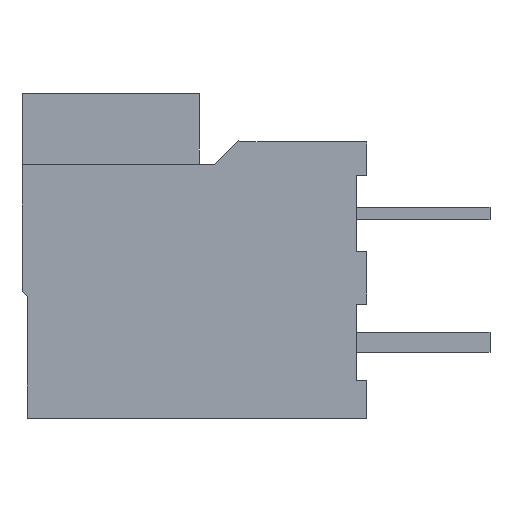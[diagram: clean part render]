
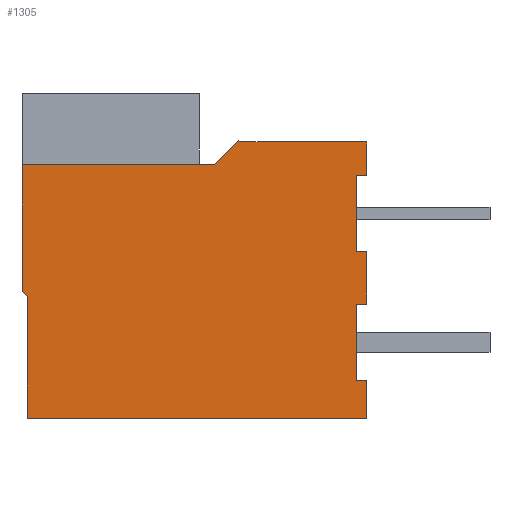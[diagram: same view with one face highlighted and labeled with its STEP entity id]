
A CAD part, left-side view. The second image highlights one B-rep face of the part: STEP entity #1305.
In plain terms, the highlighted planar face has unit normal (-1, 0, 0).
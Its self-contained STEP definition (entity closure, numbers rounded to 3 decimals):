
#4 = LINE ( 'NONE', #3270, #4194 ) ;
#31 = VERTEX_POINT ( 'NONE', #3749 ) ;
#41 = ORIENTED_EDGE ( 'NONE', *, *, #2413, .F. ) ;
#42 = VECTOR ( 'NONE', #3514, 1000. ) ;
#52 = ORIENTED_EDGE ( 'NONE', *, *, #3091, .T. ) ;
#100 = AXIS2_PLACEMENT_3D ( 'NONE', #1288, #1676, #3725 ) ;
#113 = CARTESIAN_POINT ( 'NONE',  ( -7.975, 6., 4.46 ) ) ;
#128 = ORIENTED_EDGE ( 'NONE', *, *, #410, .F. ) ;
#163 = EDGE_CURVE ( 'NONE', #31, #2666, #4008, .T. ) ;
#169 = DIRECTION ( 'NONE',  ( 0., 0., 1. ) ) ;
#240 = ORIENTED_EDGE ( 'NONE', *, *, #1633, .T. ) ;
#266 = CARTESIAN_POINT ( 'NONE',  ( -7.975, 13.4, -5.54 ) ) ;
#341 = LINE ( 'NONE', #3186, #3794 ) ;
#396 = LINE ( 'NONE', #1630, #804 ) ;
#397 = VECTOR ( 'NONE', #2322, 1000. ) ;
#401 = LINE ( 'NONE', #3204, #42 ) ;
#410 = EDGE_CURVE ( 'NONE', #2666, #4475, #2257, .T. ) ;
#411 = LINE ( 'NONE', #3244, #3807 ) ;
#428 = LINE ( 'NONE', #3752, #2083 ) ;
#438 = CARTESIAN_POINT ( 'NONE',  ( -7.975, 0.4, 1.04 ) ) ;
#504 = VECTOR ( 'NONE', #1221, 1000. ) ;
#593 = CARTESIAN_POINT ( 'NONE',  ( -7.975, 0., -5.54 ) ) ;
#601 = VERTEX_POINT ( 'NONE', #1264 ) ;
#744 = CARTESIAN_POINT ( 'NONE',  ( -7.975, 0.4, 4.04 ) ) ;
#804 = VECTOR ( 'NONE', #4424, 1000. ) ;
#827 = LINE ( 'NONE', #1247, #3049 ) ;
#840 = CARTESIAN_POINT ( 'NONE',  ( -7.975, 0., 4.04 ) ) ;
#942 = VECTOR ( 'NONE', #169, 1000. ) ;
#962 = CARTESIAN_POINT ( 'NONE',  ( -7.975, 13.6, 4.46 ) ) ;
#1081 = VERTEX_POINT ( 'NONE', #266 ) ;
#1169 = DIRECTION ( 'NONE',  ( 0., 0., 1. ) ) ;
#1186 = VERTEX_POINT ( 'NONE', #840 ) ;
#1202 = CARTESIAN_POINT ( 'NONE',  ( -7.975, 13.6, -0.54 ) ) ;
#1212 = EDGE_CURVE ( 'NONE', #1332, #4510, #1716, .T. ) ;
#1221 = DIRECTION ( 'NONE',  ( 0., -0.707, 0.707 ) ) ;
#1233 = ORIENTED_EDGE ( 'NONE', *, *, #1352, .F. ) ;
#1237 = CARTESIAN_POINT ( 'NONE',  ( -7.975, 5., 5.36 ) ) ;
#1241 = DIRECTION ( 'NONE',  ( 0., 1., 0. ) ) ;
#1247 = CARTESIAN_POINT ( 'NONE',  ( -7.975, 0.4, 1.04 ) ) ;
#1264 = CARTESIAN_POINT ( 'NONE',  ( -7.975, 13.4, -0.74 ) ) ;
#1280 = CARTESIAN_POINT ( 'NONE',  ( -7.975, 0., 4.04 ) ) ;
#1288 = CARTESIAN_POINT ( 'NONE',  ( -7.975, 0., -0.54 ) ) ;
#1305 = ADVANCED_FACE ( 'NONE', ( #1375 ), #1644, .T. ) ;
#1322 = VECTOR ( 'NONE', #3830, 1000. ) ;
#1332 = VERTEX_POINT ( 'NONE', #1966 ) ;
#1352 = EDGE_CURVE ( 'NONE', #1081, #601, #396, .T. ) ;
#1375 = FACE_OUTER_BOUND ( 'NONE', #1492, .T. ) ;
#1412 = ORIENTED_EDGE ( 'NONE', *, *, #4300, .T. ) ;
#1415 = VERTEX_POINT ( 'NONE', #4397 ) ;
#1492 = EDGE_LOOP ( 'NONE', ( #2979, #41, #1601, #2821, #3945, #3142, #1546, #52, #1412, #3029, #1233, #3587, #3854, #2049, #128, #3114, #240 ) ) ;
#1515 = DIRECTION ( 'NONE',  ( 0., 1., 0. ) ) ;
#1546 = ORIENTED_EDGE ( 'NONE', *, *, #4465, .F. ) ;
#1559 = LINE ( 'NONE', #4362, #504 ) ;
#1601 = ORIENTED_EDGE ( 'NONE', *, *, #3503, .F. ) ;
#1630 = CARTESIAN_POINT ( 'NONE',  ( -7.975, 13.4, -5.54 ) ) ;
#1633 = EDGE_CURVE ( 'NONE', #31, #2679, #411, .T. ) ;
#1644 = PLANE ( 'NONE',  #100 ) ;
#1676 = DIRECTION ( 'NONE',  ( -1., 0., 0. ) ) ;
#1716 = LINE ( 'NONE', #3629, #3227 ) ;
#1735 = VERTEX_POINT ( 'NONE', #1202 ) ;
#1793 = CARTESIAN_POINT ( 'NONE',  ( -7.975, 5.05, 5.41 ) ) ;
#1836 = LINE ( 'NONE', #3635, #942 ) ;
#1941 = VECTOR ( 'NONE', #2007, 1000. ) ;
#1965 = EDGE_CURVE ( 'NONE', #2092, #4510, #2207, .T. ) ;
#1966 = CARTESIAN_POINT ( 'NONE',  ( -7.975, 0., 5.36 ) ) ;
#1981 = VECTOR ( 'NONE', #1241, 1000. ) ;
#2007 = DIRECTION ( 'NONE',  ( 0., 1., 0. ) ) ;
#2042 = VERTEX_POINT ( 'NONE', #2149 ) ;
#2043 = VECTOR ( 'NONE', #2191, 1000. ) ;
#2049 = ORIENTED_EDGE ( 'NONE', *, *, #3664, .T. ) ;
#2074 = CARTESIAN_POINT ( 'NONE',  ( -7.975, 5.05, 5.41 ) ) ;
#2083 = VECTOR ( 'NONE', #2370, 1000. ) ;
#2092 = VERTEX_POINT ( 'NONE', #1793 ) ;
#2149 = CARTESIAN_POINT ( 'NONE',  ( -7.975, 0.4, 4.04 ) ) ;
#2191 = DIRECTION ( 'NONE',  ( 0., 0., 1. ) ) ;
#2207 = LINE ( 'NONE', #2074, #1322 ) ;
#2236 = DIRECTION ( 'NONE',  ( 0., 1., 0. ) ) ;
#2252 = VERTEX_POINT ( 'NONE', #593 ) ;
#2257 = LINE ( 'NONE', #3546, #2898 ) ;
#2263 = EDGE_CURVE ( 'NONE', #3182, #2679, #827, .T. ) ;
#2280 = CARTESIAN_POINT ( 'NONE',  ( -7.975, 0.4, -4.04 ) ) ;
#2322 = DIRECTION ( 'NONE',  ( 0., 1., 0. ) ) ;
#2329 = VERTEX_POINT ( 'NONE', #962 ) ;
#2370 = DIRECTION ( 'NONE',  ( 0., -0.707, -0.707 ) ) ;
#2398 = EDGE_CURVE ( 'NONE', #1735, #601, #428, .T. ) ;
#2413 = EDGE_CURVE ( 'NONE', #2042, #3182, #3436, .T. ) ;
#2425 = LINE ( 'NONE', #1280, #1941 ) ;
#2568 = LINE ( 'NONE', #2629, #1981 ) ;
#2629 = CARTESIAN_POINT ( 'NONE',  ( -7.975, 0., -5.54 ) ) ;
#2666 = VERTEX_POINT ( 'NONE', #3297 ) ;
#2679 = VERTEX_POINT ( 'NONE', #2924 ) ;
#2814 = EDGE_CURVE ( 'NONE', #2252, #1081, #2568, .T. ) ;
#2821 = ORIENTED_EDGE ( 'NONE', *, *, #3846, .T. ) ;
#2841 = DIRECTION ( 'NONE',  ( 0., 0., -1. ) ) ;
#2898 = VECTOR ( 'NONE', #2841, 1000. ) ;
#2924 = CARTESIAN_POINT ( 'NONE',  ( -7.975, 0., 1.04 ) ) ;
#2958 = LINE ( 'NONE', #3249, #2043 ) ;
#2979 = ORIENTED_EDGE ( 'NONE', *, *, #2263, .F. ) ;
#3004 = CARTESIAN_POINT ( 'NONE',  ( -7.975, 0., -1.04 ) ) ;
#3029 = ORIENTED_EDGE ( 'NONE', *, *, #2398, .T. ) ;
#3049 = VECTOR ( 'NONE', #3693, 1000. ) ;
#3091 = EDGE_CURVE ( 'NONE', #3312, #2329, #4, .T. ) ;
#3114 = ORIENTED_EDGE ( 'NONE', *, *, #163, .F. ) ;
#3142 = ORIENTED_EDGE ( 'NONE', *, *, #1965, .F. ) ;
#3160 = DIRECTION ( 'NONE',  ( 0., 0., -1. ) ) ;
#3182 = VERTEX_POINT ( 'NONE', #438 ) ;
#3186 = CARTESIAN_POINT ( 'NONE',  ( -7.975, 13.6, -0.54 ) ) ;
#3204 = CARTESIAN_POINT ( 'NONE',  ( -7.975, 0., -4.04 ) ) ;
#3227 = VECTOR ( 'NONE', #2236, 1000. ) ;
#3244 = CARTESIAN_POINT ( 'NONE',  ( -7.975, 0., -0.54 ) ) ;
#3249 = CARTESIAN_POINT ( 'NONE',  ( -7.975, 0., -0.54 ) ) ;
#3270 = CARTESIAN_POINT ( 'NONE',  ( -7.975, 0., 4.46 ) ) ;
#3297 = CARTESIAN_POINT ( 'NONE',  ( -7.975, 0.4, -1.04 ) ) ;
#3312 = VERTEX_POINT ( 'NONE', #113 ) ;
#3319 = EDGE_CURVE ( 'NONE', #2252, #1415, #1836, .T. ) ;
#3436 = LINE ( 'NONE', #744, #3701 ) ;
#3503 = EDGE_CURVE ( 'NONE', #1186, #2042, #2425, .T. ) ;
#3514 = DIRECTION ( 'NONE',  ( 0., 1., 0. ) ) ;
#3546 = CARTESIAN_POINT ( 'NONE',  ( -7.975, 0.4, -1.04 ) ) ;
#3587 = ORIENTED_EDGE ( 'NONE', *, *, #2814, .F. ) ;
#3629 = CARTESIAN_POINT ( 'NONE',  ( -7.975, 0., 5.36 ) ) ;
#3635 = CARTESIAN_POINT ( 'NONE',  ( -7.975, 0., -0.54 ) ) ;
#3664 = EDGE_CURVE ( 'NONE', #1415, #4475, #401, .T. ) ;
#3693 = DIRECTION ( 'NONE',  ( 0., -1., 0. ) ) ;
#3701 = VECTOR ( 'NONE', #3160, 1000. ) ;
#3725 = DIRECTION ( 'NONE',  ( 0., 1., 0. ) ) ;
#3749 = CARTESIAN_POINT ( 'NONE',  ( -7.975, 0., -1.04 ) ) ;
#3752 = CARTESIAN_POINT ( 'NONE',  ( -7.975, 13.6, -0.54 ) ) ;
#3794 = VECTOR ( 'NONE', #3896, 1000. ) ;
#3807 = VECTOR ( 'NONE', #1169, 1000. ) ;
#3830 = DIRECTION ( 'NONE',  ( 0., -0.707, -0.707 ) ) ;
#3846 = EDGE_CURVE ( 'NONE', #1186, #1332, #2958, .T. ) ;
#3854 = ORIENTED_EDGE ( 'NONE', *, *, #3319, .T. ) ;
#3896 = DIRECTION ( 'NONE',  ( 0., 0., -1. ) ) ;
#3945 = ORIENTED_EDGE ( 'NONE', *, *, #1212, .T. ) ;
#4008 = LINE ( 'NONE', #3004, #397 ) ;
#4194 = VECTOR ( 'NONE', #1515, 1000. ) ;
#4300 = EDGE_CURVE ( 'NONE', #2329, #1735, #341, .T. ) ;
#4362 = CARTESIAN_POINT ( 'NONE',  ( -7.975, 6., 4.46 ) ) ;
#4397 = CARTESIAN_POINT ( 'NONE',  ( -7.975, 0., -4.04 ) ) ;
#4424 = DIRECTION ( 'NONE',  ( 0., 0., 1. ) ) ;
#4465 = EDGE_CURVE ( 'NONE', #3312, #2092, #1559, .T. ) ;
#4475 = VERTEX_POINT ( 'NONE', #2280 ) ;
#4510 = VERTEX_POINT ( 'NONE', #1237 ) ;
